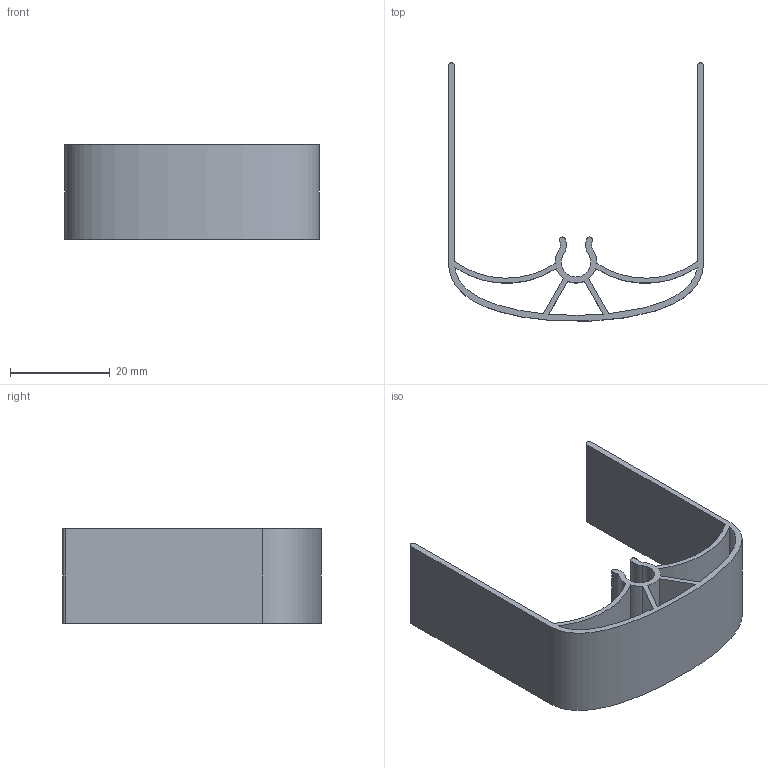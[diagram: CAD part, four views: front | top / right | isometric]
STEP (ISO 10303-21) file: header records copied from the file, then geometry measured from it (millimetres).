
FILE_DESCRIPTION(/* description */ (''),/* implementation_level */ '2;1');
FILE_NAME(/* name */ 'balloon coupler v4.step',/* time_stamp */ '2022-08-31T09:58:38-04:00',/* author */ (''),/* organization */ (''),/* preprocessor_version */ 'ST-DEVELOPER v19',/* originating_system */ 'Autodesk Translation Framework v11.7.0.108',/* authorisation */ '');
FILE_SCHEMA (('AUTOMOTIVE_DESIGN { 1 0 10303 214 3 1 1 }'));
Length unit declared in the file: millimetre
Products named in the file (1): balloon coupler
Bounding box: 51.2 x 51.85 x 19 mm (x, y, z)
Volume: 4803.3 mm3; surface area: 8777.2 mm2
Topology: 1 solids, 1 shells, 32 faces, 90 edges, 60 vertices
Faces by surface type: cylinder 16, plane 10, bspline 6
Entity records: 1364 total; most frequent: CARTESIAN_POINT 511, ORIENTED_EDGE 180, DIRECTION 154, EDGE_CURVE 90, VERTEX_POINT 60, AXIS2_PLACEMENT_3D 59, EDGE_LOOP 38, LINE 36
